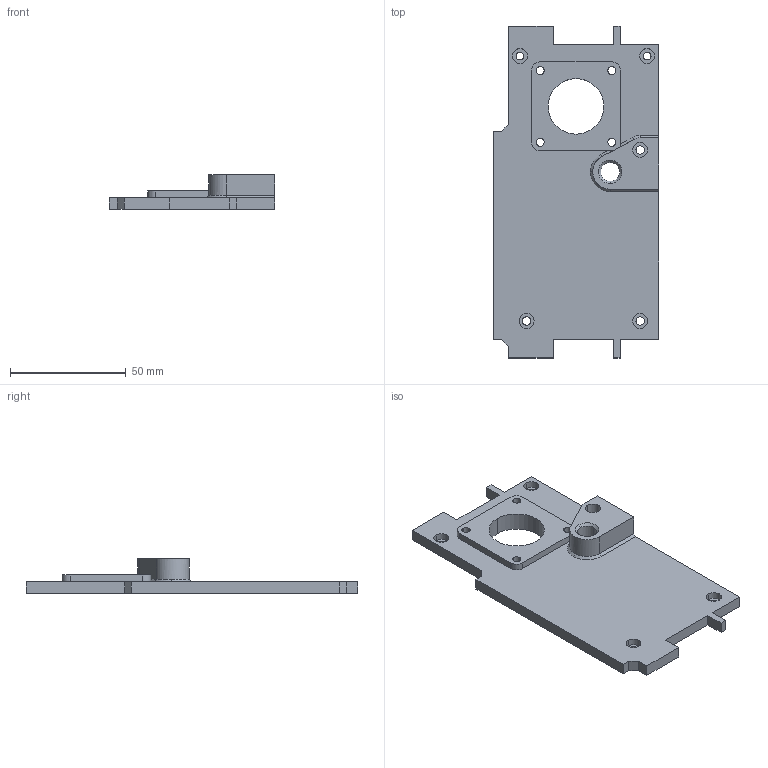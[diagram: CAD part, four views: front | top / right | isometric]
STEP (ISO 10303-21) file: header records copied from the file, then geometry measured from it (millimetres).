
FILE_DESCRIPTION (( 'STEP AP203' ), '1' );
FILE_NAME ('motor housing RIGHT-cover.STEP', '2019-01-01T16:37:29', ( '' ), ( '' ), 'SwSTEP 2.0', 'SolidWorks 2018', '' );
FILE_SCHEMA (( 'CONFIG_CONTROL_DESIGN' ));
Length unit declared in the file: millimetre
Products named in the file (1): motor housing RIGHT-cover
Bounding box: 71.5 x 143.63 x 15 mm (x, y, z)
Volume: 50214.3 mm3; surface area: 22836.1 mm2
Topology: 1 solids, 1 shells, 84 faces, 227 edges, 150 vertices
Faces by surface type: plane 42, cylinder 37, cone 5
Entity records: 2782 total; most frequent: DIRECTION 479, CARTESIAN_POINT 462, ORIENTED_EDGE 454, EDGE_CURVE 227, AXIS2_PLACEMENT_3D 167, VERTEX_POINT 150, VECTOR 145, LINE 145
